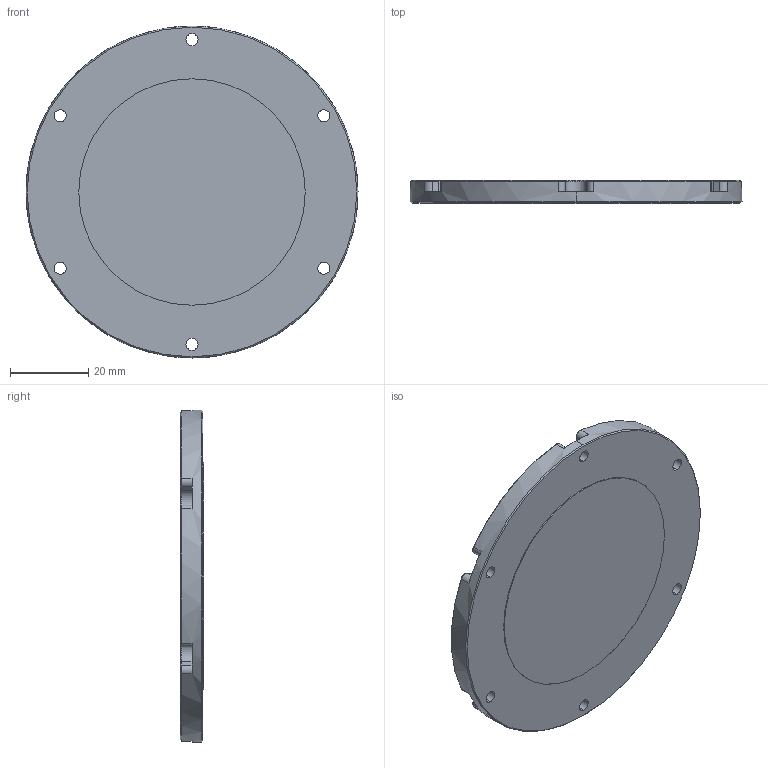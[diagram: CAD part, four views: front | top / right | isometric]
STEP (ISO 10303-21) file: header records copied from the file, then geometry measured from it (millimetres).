
FILE_DESCRIPTION (( 'STEP AP203' ), '1' );
FILE_NAME ('85CG01-0.STEP', '2023-12-01T04:14:03', ( '' ), ( '' ), 'SwSTEP 2.0', 'SolidWorks 2022', '' );
FILE_SCHEMA (( 'CONFIG_CONTROL_DESIGN' ));
Length unit declared in the file: millimetre
Products named in the file (1): 85CG01-0
Bounding box: 85 x 6 x 85 mm (x, y, z)
Volume: 32694.6 mm3; surface area: 13056.2 mm2
Topology: 1 solids, 1 shells, 107 faces, 267 edges, 163 vertices
Faces by surface type: cylinder 41, cone 33, plane 33
Entity records: 3289 total; most frequent: DIRECTION 610, CARTESIAN_POINT 538, ORIENTED_EDGE 534, EDGE_CURVE 267, AXIS2_PLACEMENT_3D 235, VERTEX_POINT 163, VECTOR 140, LINE 140
